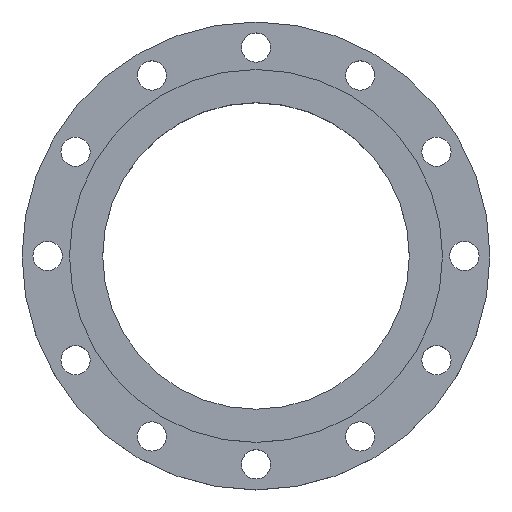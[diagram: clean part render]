
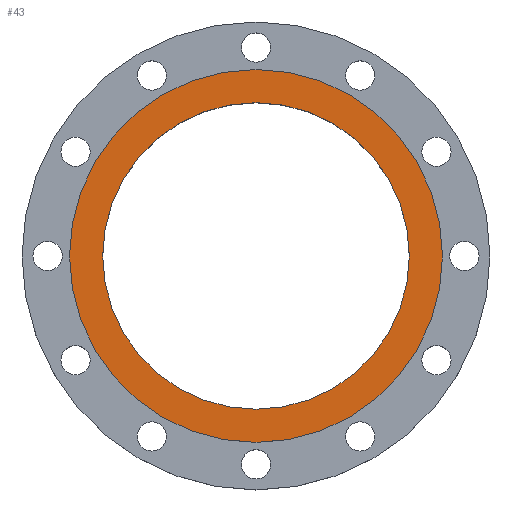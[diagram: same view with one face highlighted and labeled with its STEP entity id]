
A CAD part, top view. The second image highlights one B-rep face of the part: STEP entity #43.
In plain terms, the highlighted planar face has unit normal (0, 0, 1).
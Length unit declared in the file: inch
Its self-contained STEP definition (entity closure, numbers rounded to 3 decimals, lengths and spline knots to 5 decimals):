
#19 = AXIS2_PLACEMENT_3D ( 'NONE', #1354, #708, #469 ) ;
#20 = DIRECTION ( 'NONE',  ( -1., 0., 0. ) ) ;
#32 = EDGE_CURVE ( 'NONE', #1342, #961, #1068, .T. ) ;
#36 = FACE_BOUND ( 'NONE', #128, .T. ) ;
#43 = ADVANCED_FACE ( 'NONE', ( #36, #942 ), #385, .F. ) ;
#44 = ORIENTED_EDGE ( 'NONE', *, *, #1096, .F. ) ;
#98 = CARTESIAN_POINT ( 'NONE',  ( 5.241, 0., 0. ) ) ;
#109 = VERTEX_POINT ( 'NONE', #98 ) ;
#126 = EDGE_CURVE ( 'NONE', #961, #1342, #1202, .T. ) ;
#128 = EDGE_LOOP ( 'NONE', ( #44, #330 ) ) ;
#146 = CARTESIAN_POINT ( 'NONE',  ( -5.241, 0., 0. ) ) ;
#159 = CARTESIAN_POINT ( 'NONE',  ( 0., 0., 0. ) ) ;
#242 = EDGE_LOOP ( 'NONE', ( #1083, #1401 ) ) ;
#245 = AXIS2_PLACEMENT_3D ( 'NONE', #159, #321, #732 ) ;
#288 = DIRECTION ( 'NONE',  ( 1., 0., 0. ) ) ;
#318 = VERTEX_POINT ( 'NONE', #146 ) ;
#321 = DIRECTION ( 'NONE',  ( 0., 0., 1. ) ) ;
#330 = ORIENTED_EDGE ( 'NONE', *, *, #1147, .F. ) ;
#385 = PLANE ( 'NONE',  #1040 ) ;
#400 = DIRECTION ( 'NONE',  ( 0., 0., 1. ) ) ;
#451 = AXIS2_PLACEMENT_3D ( 'NONE', #779, #548, #766 ) ;
#469 = DIRECTION ( 'NONE',  ( 1., 0., 0. ) ) ;
#548 = DIRECTION ( 'NONE',  ( 0., 0., 1. ) ) ;
#583 = DIRECTION ( 'NONE',  ( 0., 0., -1. ) ) ;
#591 = CARTESIAN_POINT ( 'NONE',  ( 0., 5.241, 0. ) ) ;
#708 = DIRECTION ( 'NONE',  ( 0., 0., 1. ) ) ;
#732 = DIRECTION ( 'NONE',  ( 1., 0., 0. ) ) ;
#766 = DIRECTION ( 'NONE',  ( 1., 0., 0. ) ) ;
#779 = CARTESIAN_POINT ( 'NONE',  ( 0., 0., 0. ) ) ;
#782 = CARTESIAN_POINT ( 'NONE',  ( 6.375, 0., 0. ) ) ;
#884 = AXIS2_PLACEMENT_3D ( 'NONE', #1320, #400, #288 ) ;
#942 = FACE_OUTER_BOUND ( 'NONE', #242, .T. ) ;
#961 = VERTEX_POINT ( 'NONE', #1050 ) ;
#1040 = AXIS2_PLACEMENT_3D ( 'NONE', #591, #583, #20 ) ;
#1050 = CARTESIAN_POINT ( 'NONE',  ( -6.375, 0., 0. ) ) ;
#1067 = CIRCLE ( 'NONE', #884, 5.241 ) ;
#1068 = CIRCLE ( 'NONE', #19, 6.375 ) ;
#1083 = ORIENTED_EDGE ( 'NONE', *, *, #32, .T. ) ;
#1096 = EDGE_CURVE ( 'NONE', #109, #318, #1335, .T. ) ;
#1147 = EDGE_CURVE ( 'NONE', #318, #109, #1067, .T. ) ;
#1202 = CIRCLE ( 'NONE', #451, 6.375 ) ;
#1320 = CARTESIAN_POINT ( 'NONE',  ( 0., 0., 0. ) ) ;
#1335 = CIRCLE ( 'NONE', #245, 5.241 ) ;
#1342 = VERTEX_POINT ( 'NONE', #782 ) ;
#1354 = CARTESIAN_POINT ( 'NONE',  ( 0., 0., 0. ) ) ;
#1401 = ORIENTED_EDGE ( 'NONE', *, *, #126, .T. ) ;
